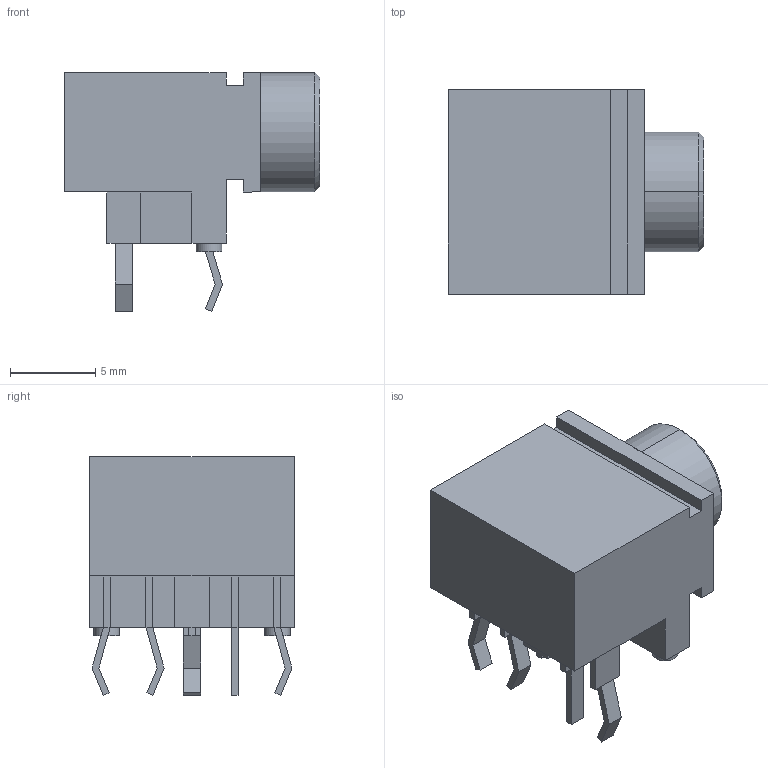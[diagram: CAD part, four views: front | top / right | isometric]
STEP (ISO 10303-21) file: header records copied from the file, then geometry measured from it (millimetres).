
FILE_DESCRIPTION (( 'STEP AP214' ), '1' );
FILE_NAME ('CUI_DEVICES_SJ1-3555NG.step', '2019-10-20T22:38:03', ( '' ), ( '' ), 'SwSTEP 2.0', 'SolidWorks 2019', '' );
FILE_SCHEMA (( 'AUTOMOTIVE_DESIGN' ));
Length unit declared in the file: inch
Products named in the file (1): CUI_DEVICES_SJ1-3555NG
Bounding box: 15 x 12 x 14 mm (x, y, z)
Volume: 1166.2 mm3; surface area: 983.8 mm2
Topology: 1 solids, 1 shells, 97 faces, 240 edges, 154 vertices
Faces by surface type: plane 87, cylinder 8, cone 2
Entity records: 4070 total; most frequent: CARTESIAN_POINT 492, ORIENTED_EDGE 480, DIRECTION 454, EDGE_CURVE 240, LINE 222, VECTOR 222, VERTEX_POINT 154, AXIS2_PLACEMENT_3D 116
